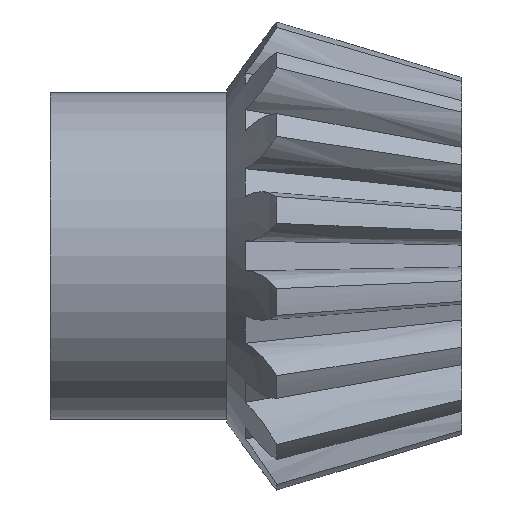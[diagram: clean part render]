
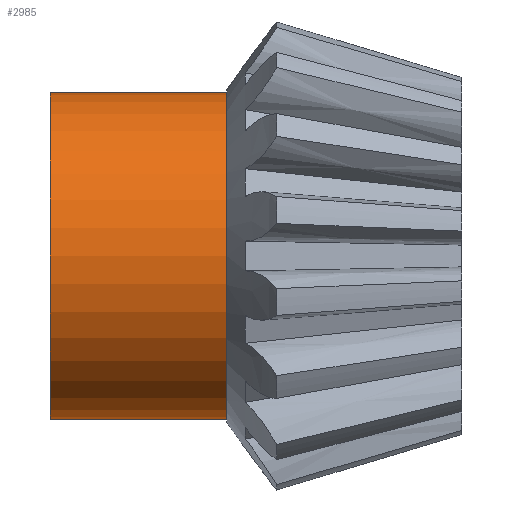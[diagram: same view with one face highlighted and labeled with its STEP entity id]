
A CAD part, front view. The second image highlights one B-rep face of the part: STEP entity #2985.
In plain terms, the highlighted cylindrical face has radius 10.319 mm (diameter 20.637 mm), a partial arc.
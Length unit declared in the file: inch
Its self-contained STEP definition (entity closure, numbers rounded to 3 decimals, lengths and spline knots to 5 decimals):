
#125 = DIRECTION ( 'NONE',  ( -1., 0., 0. ) ) ;
#152 = FACE_OUTER_BOUND ( 'NONE', #2304, .T. ) ;
#175 = AXIS2_PLACEMENT_3D ( 'NONE', #1073, #125, #1088 ) ;
#359 = DIRECTION ( 'NONE',  ( 1., 0., 0. ) ) ;
#410 = AXIS2_PLACEMENT_3D ( 'NONE', #3008, #359, #2723 ) ;
#576 = DIRECTION ( 'NONE',  ( 1., 0., 0. ) ) ;
#579 = EDGE_CURVE ( 'NONE', #2698, #1740, #2622, .T. ) ;
#729 = VERTEX_POINT ( 'NONE', #2099 ) ;
#795 = CYLINDRICAL_SURFACE ( 'NONE', #410, 0.40625 ) ;
#926 = DIRECTION ( 'NONE',  ( 1., 0., 0. ) ) ;
#1069 = EDGE_CURVE ( 'NONE', #1818, #729, #1373, .T. ) ;
#1073 = CARTESIAN_POINT ( 'NONE',  ( -2.062, 0., 0. ) ) ;
#1088 = DIRECTION ( 'NONE',  ( 0., 0., -1. ) ) ;
#1106 = LINE ( 'NONE', #1756, #2708 ) ;
#1148 = AXIS2_PLACEMENT_3D ( 'NONE', #1192, #1891, #2127 ) ;
#1192 = CARTESIAN_POINT ( 'NONE',  ( -2.5, 0., 0. ) ) ;
#1293 = CARTESIAN_POINT ( 'NONE',  ( -2.5, 0., -0.40625 ) ) ;
#1373 = CIRCLE ( 'NONE', #1148, 0.40625 ) ;
#1404 = CARTESIAN_POINT ( 'NONE',  ( -2.062, 0., -0.40625 ) ) ;
#1666 = ORIENTED_EDGE ( 'NONE', *, *, #2164, .T. ) ;
#1740 = VERTEX_POINT ( 'NONE', #1906 ) ;
#1756 = CARTESIAN_POINT ( 'NONE',  ( -2.5, 0., -0.40625 ) ) ;
#1818 = VERTEX_POINT ( 'NONE', #1293 ) ;
#1891 = DIRECTION ( 'NONE',  ( -1., 0., 0. ) ) ;
#1906 = CARTESIAN_POINT ( 'NONE',  ( -2.062, 0., 0.40625 ) ) ;
#2099 = CARTESIAN_POINT ( 'NONE',  ( -2.5, 0., 0.40625 ) ) ;
#2127 = DIRECTION ( 'NONE',  ( 0., 0., -1. ) ) ;
#2164 = EDGE_CURVE ( 'NONE', #1818, #2698, #1106, .T. ) ;
#2229 = ORIENTED_EDGE ( 'NONE', *, *, #579, .T. ) ;
#2290 = LINE ( 'NONE', #2323, #2820 ) ;
#2304 = EDGE_LOOP ( 'NONE', ( #3041, #2955, #1666, #2229 ) ) ;
#2323 = CARTESIAN_POINT ( 'NONE',  ( -2.5, 0., 0.40625 ) ) ;
#2421 = EDGE_CURVE ( 'NONE', #729, #1740, #2290, .T. ) ;
#2622 = CIRCLE ( 'NONE', #175, 0.40625 ) ;
#2698 = VERTEX_POINT ( 'NONE', #1404 ) ;
#2708 = VECTOR ( 'NONE', #576, 39.37008 ) ;
#2723 = DIRECTION ( 'NONE',  ( 0., 0., -1. ) ) ;
#2820 = VECTOR ( 'NONE', #926, 39.37008 ) ;
#2955 = ORIENTED_EDGE ( 'NONE', *, *, #1069, .F. ) ;
#2985 = ADVANCED_FACE ( 'NONE', ( #152 ), #795, .T. ) ;
#3008 = CARTESIAN_POINT ( 'NONE',  ( -2.5, 0., 0. ) ) ;
#3041 = ORIENTED_EDGE ( 'NONE', *, *, #2421, .F. ) ;
